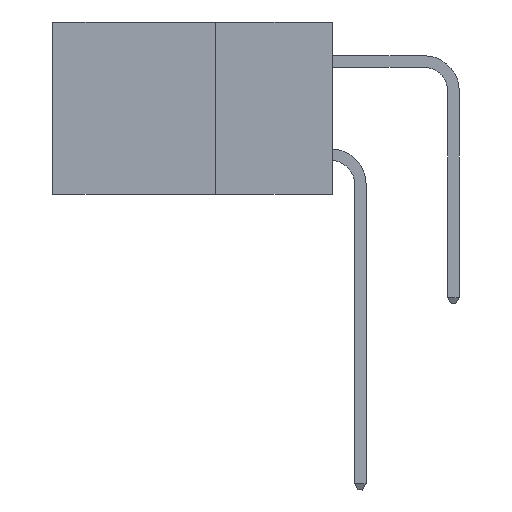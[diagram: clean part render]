
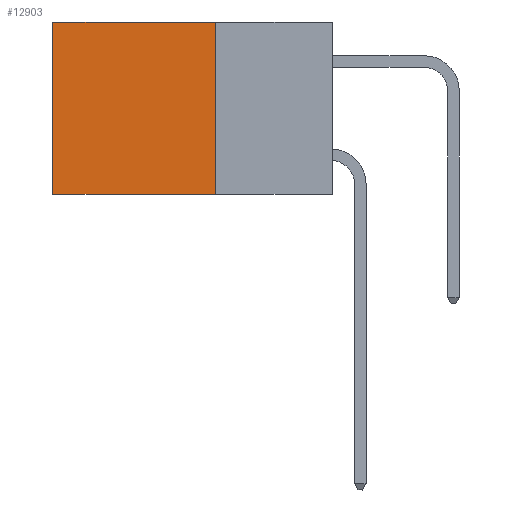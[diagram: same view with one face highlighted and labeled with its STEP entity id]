
A CAD part, left-side view. The second image highlights one B-rep face of the part: STEP entity #12903.
In plain terms, the highlighted planar face has unit normal (-1, 0, 0).
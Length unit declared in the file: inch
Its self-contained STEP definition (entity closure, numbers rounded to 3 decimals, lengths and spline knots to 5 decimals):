
#306 = DIRECTION ( 'NONE',  ( 0., 1., 0. ) ) ;
#680 = ORIENTED_EDGE ( 'NONE', *, *, #4636, .F. ) ;
#1652 = DIRECTION ( 'NONE',  ( 0., 0., -1. ) ) ;
#1761 = CARTESIAN_POINT ( 'NONE',  ( 0.2615, 0.25, -0.37 ) ) ;
#1858 = EDGE_CURVE ( 'NONE', #8477, #3960, #11916, .T. ) ;
#1948 = CARTESIAN_POINT ( 'NONE',  ( 0.2615, 0.25, 0. ) ) ;
#2125 = DIRECTION ( 'NONE',  ( 0., 0., -1. ) ) ;
#2226 = EDGE_CURVE ( 'NONE', #3960, #16738, #4522, .T. ) ;
#3325 = LINE ( 'NONE', #1761, #18082 ) ;
#3348 = LINE ( 'NONE', #14590, #6056 ) ;
#3960 = VERTEX_POINT ( 'NONE', #11315 ) ;
#4522 = LINE ( 'NONE', #17502, #14298 ) ;
#4636 = EDGE_CURVE ( 'NONE', #15799, #16738, #3348, .T. ) ;
#4924 = DIRECTION ( 'NONE',  ( 0., 1., 0. ) ) ;
#5312 = ORIENTED_EDGE ( 'NONE', *, *, #1858, .T. ) ;
#5384 = EDGE_CURVE ( 'NONE', #8477, #15799, #3325, .T. ) ;
#6056 = VECTOR ( 'NONE', #4924, 39.37008 ) ;
#7417 = CARTESIAN_POINT ( 'NONE',  ( 0.2615, 0.25, 0. ) ) ;
#7455 = ORIENTED_EDGE ( 'NONE', *, *, #2226, .T. ) ;
#7578 = DIRECTION ( 'NONE',  ( 0., 0., -1. ) ) ;
#7808 = VECTOR ( 'NONE', #306, 39.37008 ) ;
#8477 = VERTEX_POINT ( 'NONE', #7417 ) ;
#9126 = CARTESIAN_POINT ( 'NONE',  ( 0.2615, 0.25, -0.37 ) ) ;
#9439 = AXIS2_PLACEMENT_3D ( 'NONE', #9126, #14745, #2125 ) ;
#11315 = CARTESIAN_POINT ( 'NONE',  ( 0.2615, 0.6, 0. ) ) ;
#11916 = LINE ( 'NONE', #1948, #7808 ) ;
#11989 = FACE_OUTER_BOUND ( 'NONE', #14794, .T. ) ;
#12903 = ADVANCED_FACE ( 'NONE', ( #11989 ), #16106, .F. ) ;
#13375 = CARTESIAN_POINT ( 'NONE',  ( 0.2615, 0.25, -0.37 ) ) ;
#14298 = VECTOR ( 'NONE', #1652, 39.37008 ) ;
#14590 = CARTESIAN_POINT ( 'NONE',  ( 0.2615, 0.25, -0.37 ) ) ;
#14745 = DIRECTION ( 'NONE',  ( 1., 0., 0. ) ) ;
#14794 = EDGE_LOOP ( 'NONE', ( #7455, #680, #15112, #5312 ) ) ;
#15112 = ORIENTED_EDGE ( 'NONE', *, *, #5384, .F. ) ;
#15799 = VERTEX_POINT ( 'NONE', #13375 ) ;
#16106 = PLANE ( 'NONE',  #9439 ) ;
#16738 = VERTEX_POINT ( 'NONE', #18160 ) ;
#17502 = CARTESIAN_POINT ( 'NONE',  ( 0.2615, 0.6, -0.37 ) ) ;
#18082 = VECTOR ( 'NONE', #7578, 39.37008 ) ;
#18160 = CARTESIAN_POINT ( 'NONE',  ( 0.2615, 0.6, -0.37 ) ) ;
